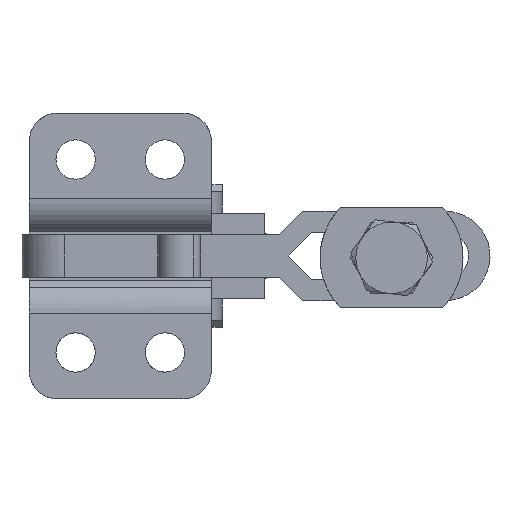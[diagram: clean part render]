
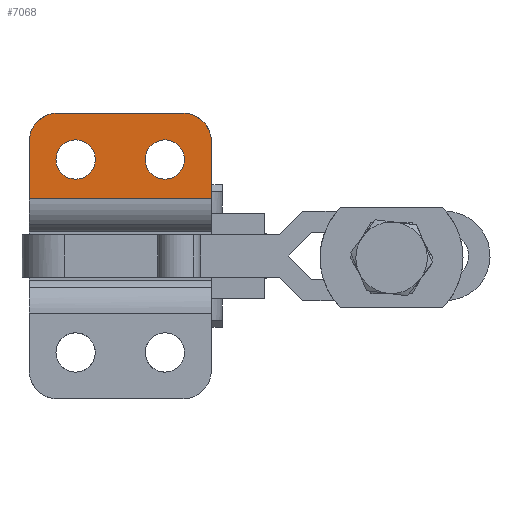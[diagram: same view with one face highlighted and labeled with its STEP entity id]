
A CAD part, front view. The second image highlights one B-rep face of the part: STEP entity #7068.
In plain terms, the highlighted planar face has unit normal (0, -1, 0).
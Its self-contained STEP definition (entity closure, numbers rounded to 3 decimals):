
#6807=AXIS2_PLACEMENT_3D('Circle Axis2P3D',#6805,#6806,$) ;
#6970=AXIS2_PLACEMENT_3D('Plane Axis2P3D',#6967,#6968,#6969) ;
#7034=AXIS2_PLACEMENT_3D('Circle Axis2P3D',#7032,#7033,$) ;
#7043=AXIS2_PLACEMENT_3D('Circle Axis2P3D',#7041,#7042,$) ;
#7052=AXIS2_PLACEMENT_3D('Circle Axis2P3D',#7050,#7051,$) ;
#7061=AXIS2_PLACEMENT_3D('Circle Axis2P3D',#7059,#7060,$) ;
#5546=CARTESIAN_POINT('Vertex',(-1090.165,505.514,-284.233)) ;
#5601=CARTESIAN_POINT('Vertex',(-1090.165,505.514,-292.233)) ;
#5604=CARTESIAN_POINT('Line Origine',(-1090.165,505.514,-288.233)) ;
#5659=CARTESIAN_POINT('Vertex',(-1064.665,505.514,-284.233)) ;
#5664=CARTESIAN_POINT('Line Origine',(-1064.665,505.514,-288.233)) ;
#5668=CARTESIAN_POINT('Vertex',(-1064.665,505.514,-292.233)) ;
#6797=CARTESIAN_POINT('Vertex',(-1088.993,505.514,-281.405)) ;
#6805=CARTESIAN_POINT('Axis2P3D Location',(-1086.165,505.514,-284.233)) ;
#6955=CARTESIAN_POINT('Line Origine',(-1077.415,505.514,-292.233)) ;
#6967=CARTESIAN_POINT('Axis2P3D Location',(-1077.415,505.514,-292.233)) ;
#6973=CARTESIAN_POINT('Control Point',(-1065.836,505.514,-281.405)) ;
#6974=CARTESIAN_POINT('Control Point',(-1065.726,505.514,-281.515)) ;
#6975=CARTESIAN_POINT('Control Point',(-1065.622,505.514,-281.63)) ;
#6976=CARTESIAN_POINT('Control Point',(-1065.523,505.514,-281.75)) ;
#6977=CARTESIAN_POINT('Control Point',(-1065.196,505.514,-282.19)) ;
#6978=CARTESIAN_POINT('Control Point',(-1064.946,505.514,-282.682)) ;
#6979=CARTESIAN_POINT('Control Point',(-1064.812,505.514,-283.054)) ;
#6980=CARTESIAN_POINT('Control Point',(-1064.707,505.514,-283.519)) ;
#6981=CARTESIAN_POINT('Control Point',(-1064.671,505.514,-283.99)) ;
#6982=CARTESIAN_POINT('Control Point',(-1064.667,505.514,-284.071)) ;
#6983=CARTESIAN_POINT('Control Point',(-1064.665,505.514,-284.152)) ;
#6984=CARTESIAN_POINT('Control Point',(-1064.665,505.514,-284.233)) ;
#6985=CARTESIAN_POINT('Vertex',(-1065.836,505.514,-281.405)) ;
#6989=CARTESIAN_POINT('Control Point',(-1068.665,505.514,-280.233)) ;
#6990=CARTESIAN_POINT('Control Point',(-1068.273,505.514,-280.233)) ;
#6991=CARTESIAN_POINT('Control Point',(-1067.881,505.514,-280.281)) ;
#6992=CARTESIAN_POINT('Control Point',(-1067.497,505.514,-280.377)) ;
#6993=CARTESIAN_POINT('Control Point',(-1066.906,505.514,-280.605)) ;
#6994=CARTESIAN_POINT('Control Point',(-1066.374,505.514,-280.941)) ;
#6995=CARTESIAN_POINT('Control Point',(-1066.183,505.514,-281.083)) ;
#6996=CARTESIAN_POINT('Control Point',(-1066.003,505.514,-281.237)) ;
#6997=CARTESIAN_POINT('Control Point',(-1065.836,505.514,-281.405)) ;
#6998=CARTESIAN_POINT('Vertex',(-1068.665,505.514,-280.233)) ;
#7001=CARTESIAN_POINT('Line Origine',(-1077.415,505.514,-280.233)) ;
#7005=CARTESIAN_POINT('Vertex',(-1086.165,505.514,-280.233)) ;
#7009=CARTESIAN_POINT('Control Point',(-1088.993,505.514,-281.405)) ;
#7010=CARTESIAN_POINT('Control Point',(-1088.883,505.514,-281.295)) ;
#7011=CARTESIAN_POINT('Control Point',(-1088.768,505.514,-281.19)) ;
#7012=CARTESIAN_POINT('Control Point',(-1088.647,505.514,-281.091)) ;
#7013=CARTESIAN_POINT('Control Point',(-1088.208,505.514,-280.764)) ;
#7014=CARTESIAN_POINT('Control Point',(-1087.716,505.514,-280.515)) ;
#7015=CARTESIAN_POINT('Control Point',(-1087.343,505.514,-280.38)) ;
#7016=CARTESIAN_POINT('Control Point',(-1086.879,505.514,-280.275)) ;
#7017=CARTESIAN_POINT('Control Point',(-1086.407,505.514,-280.239)) ;
#7018=CARTESIAN_POINT('Control Point',(-1086.326,505.514,-280.235)) ;
#7019=CARTESIAN_POINT('Control Point',(-1086.245,505.514,-280.233)) ;
#7020=CARTESIAN_POINT('Control Point',(-1086.165,505.514,-280.233)) ;
#7032=CARTESIAN_POINT('Axis2P3D Location',(-1071.165,505.514,-286.733)) ;
#7036=CARTESIAN_POINT('Vertex',(-1073.915,505.514,-286.733)) ;
#7038=CARTESIAN_POINT('Vertex',(-1068.415,505.514,-286.733)) ;
#7041=CARTESIAN_POINT('Axis2P3D Location',(-1071.165,505.514,-286.733)) ;
#7050=CARTESIAN_POINT('Axis2P3D Location',(-1083.665,505.514,-286.733)) ;
#7054=CARTESIAN_POINT('Vertex',(-1086.415,505.514,-286.733)) ;
#7056=CARTESIAN_POINT('Vertex',(-1080.915,505.514,-286.733)) ;
#7059=CARTESIAN_POINT('Axis2P3D Location',(-1083.665,505.514,-286.733)) ;
#5605=DIRECTION('Vector Direction',(0.,0.,1.)) ;
#5665=DIRECTION('Vector Direction',(0.,0.,-1.)) ;
#6806=DIRECTION('Axis2P3D Direction',(0.,1.,0.)) ;
#6956=DIRECTION('Vector Direction',(1.,0.,0.)) ;
#6968=DIRECTION('Axis2P3D Direction',(0.,-1.,0.)) ;
#6969=DIRECTION('Axis2P3D XDirection',(0.,0.,-1.)) ;
#7002=DIRECTION('Vector Direction',(-1.,0.,0.)) ;
#7033=DIRECTION('Axis2P3D Direction',(0.,-1.,0.)) ;
#7042=DIRECTION('Axis2P3D Direction',(0.,-1.,0.)) ;
#7051=DIRECTION('Axis2P3D Direction',(0.,-1.,0.)) ;
#7060=DIRECTION('Axis2P3D Direction',(0.,-1.,0.)) ;
#5606=VECTOR('Line Direction',#5605,1.) ;
#5666=VECTOR('Line Direction',#5665,1.) ;
#6957=VECTOR('Line Direction',#6956,1.) ;
#7003=VECTOR('Line Direction',#7002,1.) ;
#7023=ORIENTED_EDGE('',*,*,#6987,.F.) ;
#7024=ORIENTED_EDGE('',*,*,#7000,.F.) ;
#7025=ORIENTED_EDGE('',*,*,#7007,.T.) ;
#7026=ORIENTED_EDGE('',*,*,#7021,.F.) ;
#7027=ORIENTED_EDGE('',*,*,#6809,.F.) ;
#7028=ORIENTED_EDGE('',*,*,#5608,.F.) ;
#7029=ORIENTED_EDGE('',*,*,#6959,.F.) ;
#7030=ORIENTED_EDGE('',*,*,#5670,.F.) ;
#7047=ORIENTED_EDGE('',*,*,#7040,.F.) ;
#7048=ORIENTED_EDGE('',*,*,#7045,.F.) ;
#7065=ORIENTED_EDGE('',*,*,#7058,.F.) ;
#7066=ORIENTED_EDGE('',*,*,#7063,.F.) ;
#7049=FACE_BOUND('',#7046,.T.) ;
#7067=FACE_BOUND('',#7064,.T.) ;
#7068=ADVANCED_FACE('VERTIKALSPANNER_TS_V_113_UB_357846',(#7031,#7049,#7067),#6971,.T.) ;
#6972=B_SPLINE_CURVE_WITH_KNOTS('',5,(#6973,#6974,#6975,#6976,#6977,#6978,#6979,#6980,#6981,#6982,#6983,#6984),.UNSPECIFIED.,.F.,.U.,(6,3,3,6),(4.443,5.543,8.314,8.886),.UNSPECIFIED.) ;
#6988=B_SPLINE_CURVE_WITH_KNOTS('',5,(#6989,#6990,#6991,#6992,#6993,#6994,#6995,#6996,#6997),.UNSPECIFIED.,.F.,.U.,(6,3,6),(0.,2.771,4.443),.UNSPECIFIED.) ;
#7008=B_SPLINE_CURVE_WITH_KNOTS('',5,(#7009,#7010,#7011,#7012,#7013,#7014,#7015,#7016,#7017,#7018,#7019,#7020),.UNSPECIFIED.,.F.,.U.,(6,3,3,6),(4.443,5.543,8.314,8.886),.UNSPECIFIED.) ;
#6808=CIRCLE('generated circle',#6807,4.) ;
#7035=CIRCLE('generated circle',#7034,2.75) ;
#7044=CIRCLE('generated circle',#7043,2.75) ;
#7053=CIRCLE('generated circle',#7052,2.75) ;
#7062=CIRCLE('generated circle',#7061,2.75) ;
#5608=EDGE_CURVE('',#5602,#5547,#5607,.T.) ;
#5670=EDGE_CURVE('',#5660,#5669,#5667,.T.) ;
#6809=EDGE_CURVE('',#5547,#6798,#6808,.T.) ;
#6959=EDGE_CURVE('',#5669,#5602,#6958,.F.) ;
#6987=EDGE_CURVE('',#6986,#5660,#6972,.T.) ;
#7000=EDGE_CURVE('',#6999,#6986,#6988,.T.) ;
#7007=EDGE_CURVE('',#6999,#7006,#7004,.T.) ;
#7021=EDGE_CURVE('',#6798,#7006,#7008,.T.) ;
#7040=EDGE_CURVE('',#7037,#7039,#7035,.T.) ;
#7045=EDGE_CURVE('',#7039,#7037,#7044,.T.) ;
#7058=EDGE_CURVE('',#7055,#7057,#7053,.T.) ;
#7063=EDGE_CURVE('',#7057,#7055,#7062,.T.) ;
#7022=EDGE_LOOP('',(#7023,#7024,#7025,#7026,#7027,#7028,#7029,#7030)) ;
#7046=EDGE_LOOP('',(#7047,#7048)) ;
#7064=EDGE_LOOP('',(#7065,#7066)) ;
#7031=FACE_OUTER_BOUND('',#7022,.T.) ;
#5607=LINE('Line',#5604,#5606) ;
#5667=LINE('Line',#5664,#5666) ;
#6958=LINE('Line',#6955,#6957) ;
#7004=LINE('Line',#7001,#7003) ;
#6971=PLANE('Plane',#6970) ;
#5547=VERTEX_POINT('',#5546) ;
#5602=VERTEX_POINT('',#5601) ;
#5660=VERTEX_POINT('',#5659) ;
#5669=VERTEX_POINT('',#5668) ;
#6798=VERTEX_POINT('',#6797) ;
#6986=VERTEX_POINT('',#6985) ;
#6999=VERTEX_POINT('',#6998) ;
#7006=VERTEX_POINT('',#7005) ;
#7037=VERTEX_POINT('',#7036) ;
#7039=VERTEX_POINT('',#7038) ;
#7055=VERTEX_POINT('',#7054) ;
#7057=VERTEX_POINT('',#7056) ;
